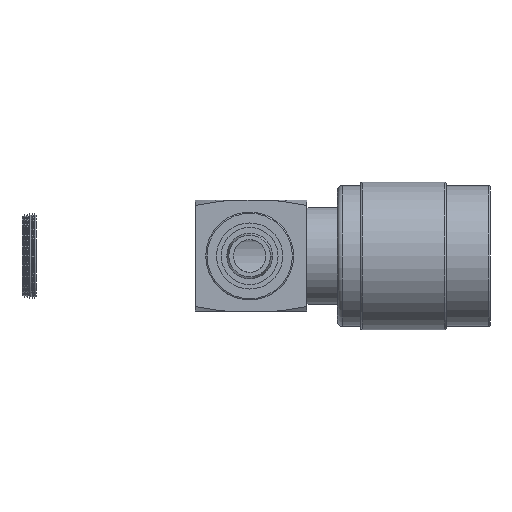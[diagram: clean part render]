
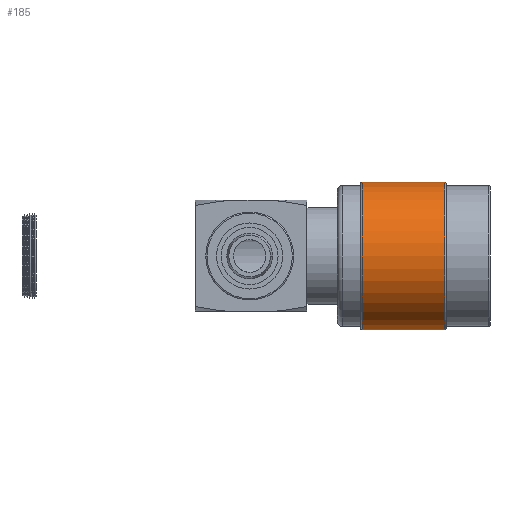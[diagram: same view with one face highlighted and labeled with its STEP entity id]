
A CAD part, front view. The second image highlights one B-rep face of the part: STEP entity #185.
In plain terms, the highlighted cylindrical face has radius 7.239 mm (diameter 14.478 mm), a partial arc.
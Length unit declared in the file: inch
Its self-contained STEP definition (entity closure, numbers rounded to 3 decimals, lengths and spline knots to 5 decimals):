
#150 = EDGE_CURVE ( 'NONE', #3088, #3116, #828, .T. ) ;
#155 = ORIENTED_EDGE ( 'NONE', *, *, #200, .T. ) ;
#156 = ORIENTED_EDGE ( 'NONE', *, *, #150, .T. ) ;
#174 = ORIENTED_EDGE ( 'NONE', *, *, #3468, .F. ) ;
#179 = ORIENTED_EDGE ( 'NONE', *, *, #3370, .T. ) ;
#185 = ADVANCED_FACE ( 'NONE', ( #836 ), #835, .T. ) ;
#189 = EDGE_LOOP ( 'NONE', ( #174, #156, #179, #155 ) ) ;
#200 = EDGE_CURVE ( 'NONE', #3083, #3082, #867, .T. ) ;
#813 = AXIS2_PLACEMENT_3D ( 'NONE', #841, #847, #839 ) ;
#819 = DIRECTION ( 'NONE',  ( -1., 0., 0. ) ) ;
#820 = DIRECTION ( 'NONE',  ( 0., 0., -1. ) ) ;
#821 = CARTESIAN_POINT ( 'NONE',  ( 0., 0., 0.141 ) ) ;
#822 = AXIS2_PLACEMENT_3D ( 'NONE', #821, #820, #819 ) ;
#828 = CIRCLE ( 'NONE', #822, 0.285 ) ;
#835 = CYLINDRICAL_SURFACE ( 'NONE', #813, 0.285 ) ;
#836 = FACE_OUTER_BOUND ( 'NONE', #189, .T. ) ;
#839 = DIRECTION ( 'NONE',  ( -1., 0., 0. ) ) ;
#841 = CARTESIAN_POINT ( 'NONE',  ( 0., 0., -0.39577 ) ) ;
#847 = DIRECTION ( 'NONE',  ( 0., 0., -1. ) ) ;
#867 = CIRCLE ( 'NONE', #880, 0.285 ) ;
#875 = CARTESIAN_POINT ( 'NONE',  ( 0., 0., -0.179 ) ) ;
#880 = AXIS2_PLACEMENT_3D ( 'NONE', #875, #889, #936 ) ;
#889 = DIRECTION ( 'NONE',  ( 0., 0., 1. ) ) ;
#936 = DIRECTION ( 'NONE',  ( 1., 0., 0. ) ) ;
#1471 = CARTESIAN_POINT ( 'NONE',  ( 0.285, 0., 0.141 ) ) ;
#1669 = CARTESIAN_POINT ( 'NONE',  ( 0.285, 0., -0.179 ) ) ;
#1677 = CARTESIAN_POINT ( 'NONE',  ( -0.285, 0., -0.179 ) ) ;
#1772 = CARTESIAN_POINT ( 'NONE',  ( -0.285, 0., 0.141 ) ) ;
#2342 = DIRECTION ( 'NONE',  ( 0., 0., -1. ) ) ;
#2343 = VECTOR ( 'NONE', #2342, 39.37008 ) ;
#2355 = CARTESIAN_POINT ( 'NONE',  ( -0.285, 0., -0.39577 ) ) ;
#2356 = LINE ( 'NONE', #2355, #2343 ) ;
#2486 = DIRECTION ( 'NONE',  ( 0., 0., -1. ) ) ;
#2487 = VECTOR ( 'NONE', #2486, 39.37008 ) ;
#2495 = CARTESIAN_POINT ( 'NONE',  ( 0.285, 0., -0.39577 ) ) ;
#2496 = LINE ( 'NONE', #2495, #2487 ) ;
#3082 = VERTEX_POINT ( 'NONE', #1669 ) ;
#3083 = VERTEX_POINT ( 'NONE', #1677 ) ;
#3088 = VERTEX_POINT ( 'NONE', #1471 ) ;
#3116 = VERTEX_POINT ( 'NONE', #1772 ) ;
#3370 = EDGE_CURVE ( 'NONE', #3116, #3083, #2356, .T. ) ;
#3468 = EDGE_CURVE ( 'NONE', #3088, #3082, #2496, .T. ) ;
